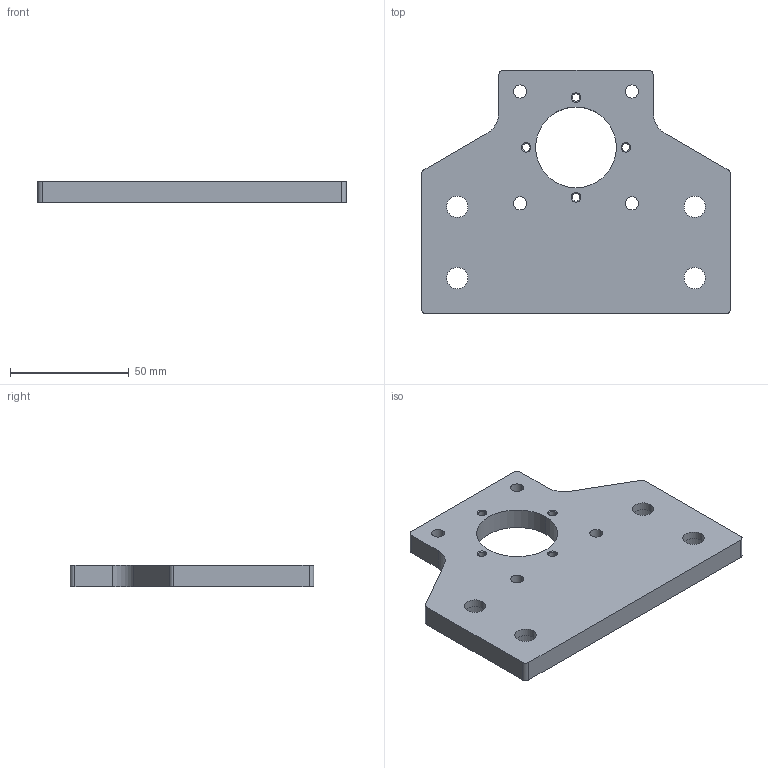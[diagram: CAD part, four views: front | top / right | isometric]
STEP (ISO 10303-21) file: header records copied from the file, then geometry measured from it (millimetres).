
FILE_DESCRIPTION (( 'STEP AP203' ), '1' );
FILE_NAME ('CNCR-SC-006.STEP', '2024-06-21T11:24:38', ( '' ), ( '' ), 'SwSTEP 2.0', 'SolidWorks 2022', '' );
FILE_SCHEMA (( 'CONFIG_CONTROL_DESIGN' ));
Length unit declared in the file: millimetre
Products named in the file (1): CNCR-SC-006
Bounding box: 130 x 102.5 x 9 mm (x, y, z)
Volume: 86451.7 mm3; surface area: 27046.1 mm2
Topology: 1 solids, 1 shells, 72 faces, 182 edges, 116 vertices
Faces by surface type: cylinder 42, cone 16, plane 14
Entity records: 2327 total; most frequent: DIRECTION 428, CARTESIAN_POINT 371, ORIENTED_EDGE 364, EDGE_CURVE 182, AXIS2_PLACEMENT_3D 173, VERTEX_POINT 116, EDGE_LOOP 102, CIRCLE 100
